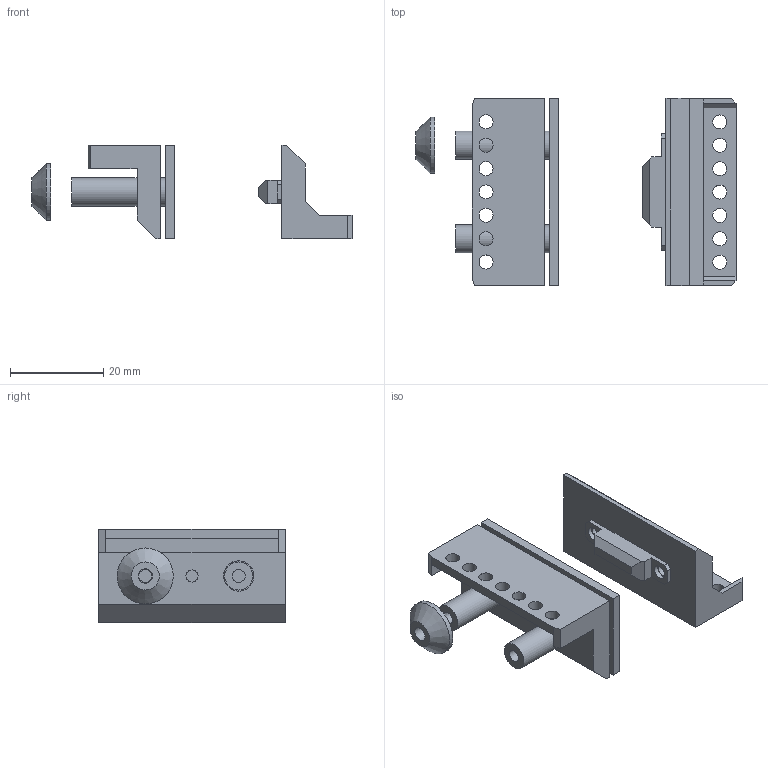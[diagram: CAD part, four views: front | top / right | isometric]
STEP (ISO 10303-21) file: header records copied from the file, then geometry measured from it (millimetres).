
FILE_DESCRIPTION(('FreeCAD Model'),'2;1');
FILE_NAME('Open CASCADE Shape Model','2025-02-16T16:48:59',('Author'),( ''),'Open CASCADE STEP processor 7.8','FreeCAD','Unknown');
FILE_SCHEMA(('AUTOMOTIVE_DESIGN { 1 0 10303 214 1 1 1 1 }'));
Length unit declared in the file: millimetre
Products named in the file (6): _0mmAluClampPV1; Clamp Back Plate; Extrusion Lug; Clamp Face; Clamp Body; Spring Retainer
Assembly tree (5 placements, depth 2):
  _0mmAluClampPV1
    Clamp Back Plate
    Extrusion Lug
    Clamp Face
    Clamp Body
    Spring Retainer
Bounding box: 68.5 x 40 x 20 mm (x, y, z)
Volume: 12881.9 mm3; surface area: 9700.3 mm2
Topology: 5 solids, 5 shells, 98 faces, 242 edges, 161 vertices
Faces by surface type: plane 67, cylinder 30, cone 1
Full cylindrical faces by diameter (mm): 2.6 x5, 2.75 x2, 3 x16, 3.1 x1, 3.2 x1, 6 x2, 6.5 x2, 12 x1
Entity records: 3135 total; most frequent: DIRECTION 515, CARTESIAN_POINT 507, ORIENTED_EDGE 484, EDGE_CURVE 242, LINE 177, VECTOR 177, AXIS2_PLACEMENT_3D 169, VERTEX_POINT 161
